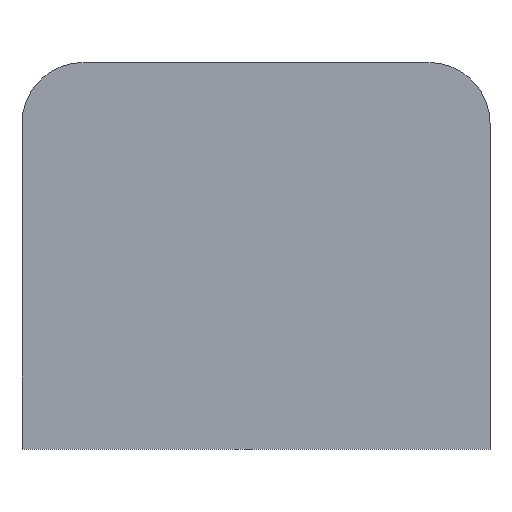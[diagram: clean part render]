
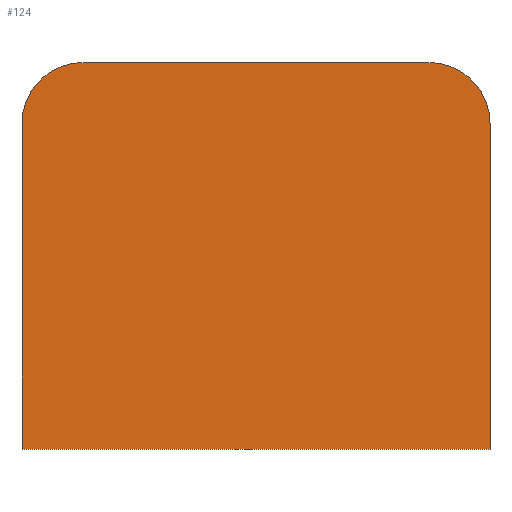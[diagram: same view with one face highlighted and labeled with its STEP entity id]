
A CAD part, top view. The second image highlights one B-rep face of the part: STEP entity #124.
In plain terms, the highlighted planar face has unit normal (0, 0, 1).
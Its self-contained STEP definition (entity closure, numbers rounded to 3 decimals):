
#115=CIRCLE('',#245,0.03);
#117=CIRCLE('',#249,0.03);
#124=ADVANCED_FACE('',(#138),#130,.T.);
#130=PLANE('',#253);
#138=FACE_OUTER_BOUND('',#146,.T.);
#146=EDGE_LOOP('',(#172,#173,#174,#175,#176,#177));
#172=ORIENTED_EDGE('',*,*,#198,.F.);
#173=ORIENTED_EDGE('',*,*,#202,.T.);
#174=ORIENTED_EDGE('',*,*,#205,.F.);
#175=ORIENTED_EDGE('',*,*,#208,.T.);
#176=ORIENTED_EDGE('',*,*,#211,.F.);
#177=ORIENTED_EDGE('',*,*,#213,.F.);
#186=VERTEX_POINT('',#300);
#187=VERTEX_POINT('',#302);
#189=VERTEX_POINT('',#308);
#191=VERTEX_POINT('',#314);
#193=VERTEX_POINT('',#320);
#195=VERTEX_POINT('',#326);
#198=EDGE_CURVE('',#186,#187,#216,.T.);
#202=EDGE_CURVE('',#186,#189,#115,.T.);
#205=EDGE_CURVE('',#191,#189,#221,.T.);
#208=EDGE_CURVE('',#191,#193,#117,.T.);
#211=EDGE_CURVE('',#195,#193,#225,.T.);
#213=EDGE_CURVE('',#187,#195,#227,.T.);
#216=LINE('',#301,#230);
#221=LINE('',#315,#235);
#225=LINE('',#327,#239);
#227=LINE('',#330,#241);
#230=VECTOR('',#259,1.);
#235=VECTOR('',#272,1.);
#239=VECTOR('',#284,1.);
#241=VECTOR('',#288,1.);
#245=AXIS2_PLACEMENT_3D('',#309,#266,#267);
#249=AXIS2_PLACEMENT_3D('',#321,#278,#279);
#253=AXIS2_PLACEMENT_3D('',#332,#291,#292);
#259=DIRECTION('',(0.,-1.,0.));
#266=DIRECTION('',(0.,0.,1.));
#267=DIRECTION('',(1.,0.,0.));
#272=DIRECTION('',(1.,0.,0.));
#278=DIRECTION('',(0.,0.,1.));
#279=DIRECTION('',(1.,0.,0.));
#284=DIRECTION('',(0.,1.,0.));
#288=DIRECTION('',(-1.,0.,0.));
#291=DIRECTION('',(0.,0.,1.));
#292=DIRECTION('',(-1.,0.,0.));
#300=CARTESIAN_POINT('',(0.615,0.315,0.25));
#301=CARTESIAN_POINT('',(0.615,0.25,0.25));
#302=CARTESIAN_POINT('',(0.615,0.155,0.25));
#308=CARTESIAN_POINT('',(0.585,0.345,0.25));
#309=CARTESIAN_POINT('',(0.585,0.315,0.25));
#314=CARTESIAN_POINT('',(0.415,0.345,0.25));
#315=CARTESIAN_POINT('',(0.5,0.345,0.25));
#320=CARTESIAN_POINT('',(0.385,0.315,0.25));
#321=CARTESIAN_POINT('',(0.415,0.315,0.25));
#326=CARTESIAN_POINT('',(0.385,0.155,0.25));
#327=CARTESIAN_POINT('',(0.385,0.25,0.25));
#330=CARTESIAN_POINT('',(0.5,0.155,0.25));
#332=CARTESIAN_POINT('',(0.5,0.25,0.25));
